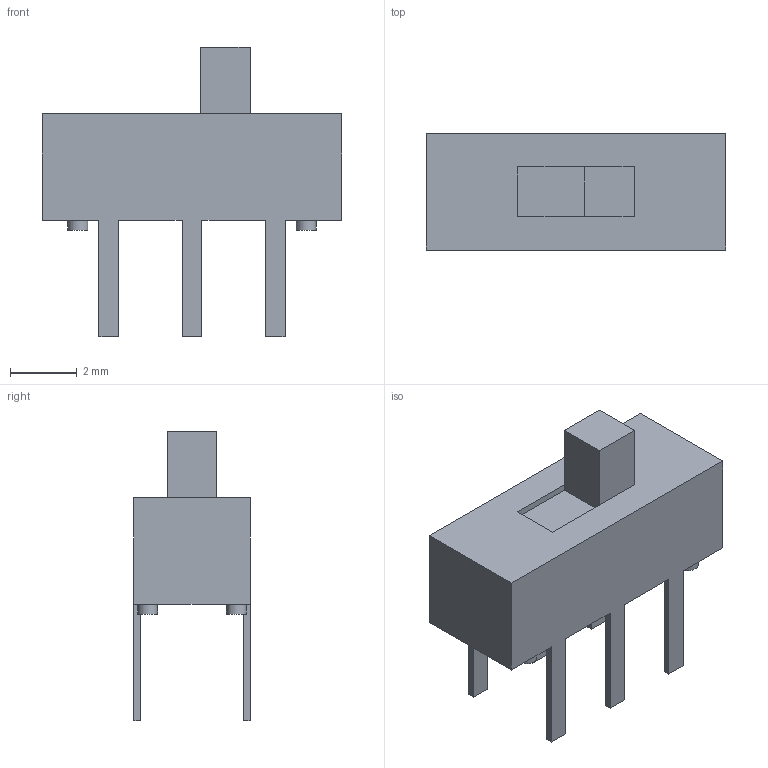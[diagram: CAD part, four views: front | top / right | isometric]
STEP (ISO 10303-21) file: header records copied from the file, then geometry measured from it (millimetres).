
FILE_DESCRIPTION(/* description */ (''),/* implementation_level */ '2;1');
FILE_NAME(/* name */ 'SlideSwitch.step',/* time_stamp */ '2024-11-12T22:13:55+09:00',/* author */ (''),/* organization */ (''),/* preprocessor_version */ 'ST-DEVELOPER v20',/* originating_system */ 'Autodesk Translation Framework v13.20.0.188',/* authorisation */ '');
FILE_SCHEMA (('AUTOMOTIVE_DESIGN { 1 0 10303 214 3 1 1 }'));
Length unit declared in the file: millimetre
Products named in the file (1): SlideSwitch
Bounding box: 9 x 3.5 x 8.7 mm (x, y, z)
Volume: 107.6 mm3; surface area: 192.3 mm2
Topology: 1 solids, 1 shells, 47 faces, 118 edges, 78 vertices
Faces by surface type: plane 43, cylinder 4
Full cylindrical faces by diameter (mm): 0.6 x4
Entity records: 1417 total; most frequent: CARTESIAN_POINT 244, ORIENTED_EDGE 236, DIRECTION 222, EDGE_CURVE 118, LINE 110, VECTOR 110, VERTEX_POINT 78, AXIS2_PLACEMENT_3D 56
